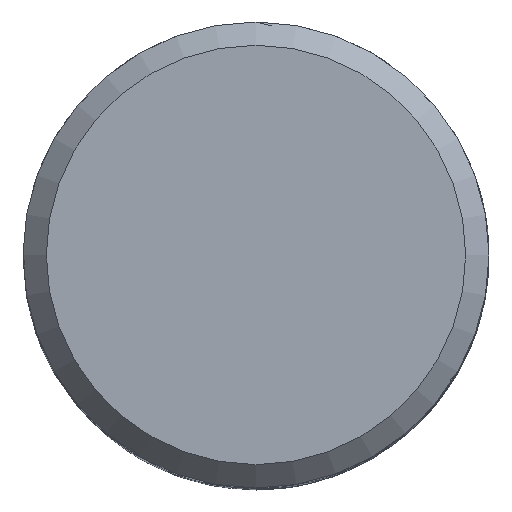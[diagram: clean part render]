
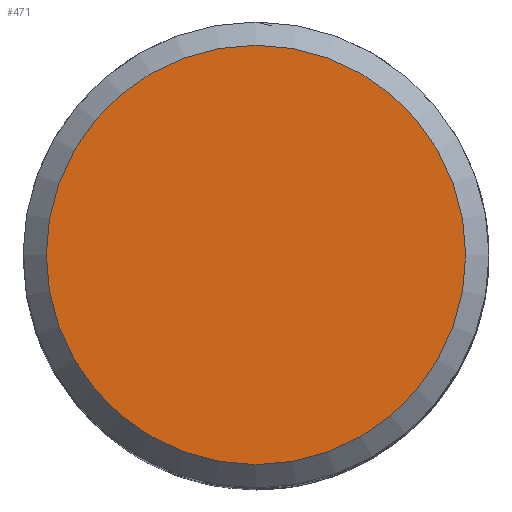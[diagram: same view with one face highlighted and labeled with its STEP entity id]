
A CAD part, top view. The second image highlights one B-rep face of the part: STEP entity #471.
In plain terms, the highlighted planar face has unit normal (0, 0, 1).
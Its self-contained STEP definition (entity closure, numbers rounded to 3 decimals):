
#431 = VERTEX_POINT('', #432);
#432 = CARTESIAN_POINT('', (-9., 0., 0.));
#438 = EDGE_CURVE('', #431, #431, #439, .T.);
#439 = CIRCLE('', #440, 9.);
#440 = AXIS2_PLACEMENT_3D('', #441, #442, #443);
#441 = CARTESIAN_POINT('', (0., 0., 0.));
#442 = DIRECTION('', (0., 0., -1.));
#443 = DIRECTION('', (-1., 0., 0.));
#471 = ADVANCED_FACE('', (#472), #475, .T.);
#472 = FACE_OUTER_BOUND('', #473, .T.);
#473 = EDGE_LOOP('', (#474));
#474 = ORIENTED_EDGE('', *, *, #438, .F.);
#475 = PLANE('', #476);
#476 = AXIS2_PLACEMENT_3D('', #477, #478, #479);
#477 = CARTESIAN_POINT('', (14.001, -14.001, 0.));
#478 = DIRECTION('', (0., 0., 1.));
#479 = DIRECTION('', (0., 1., 0.));
